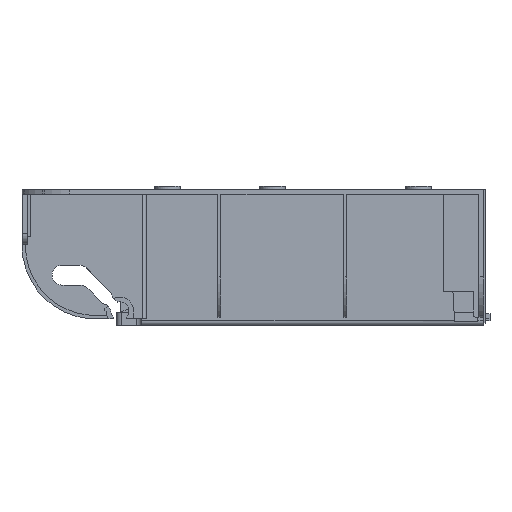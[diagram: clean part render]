
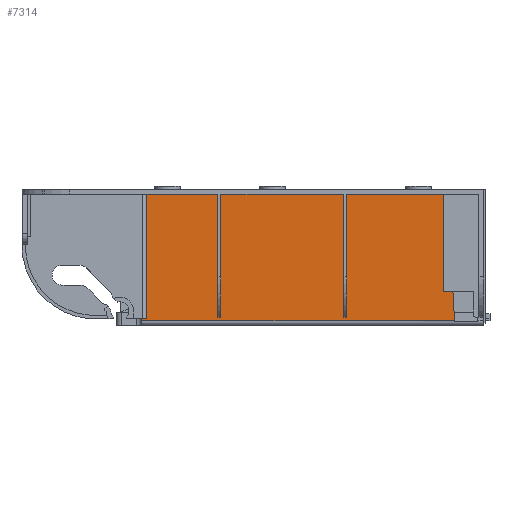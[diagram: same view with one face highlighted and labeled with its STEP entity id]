
A CAD part, left-side view. The second image highlights one B-rep face of the part: STEP entity #7314.
In plain terms, the highlighted planar face has unit normal (-1, 0, 0).
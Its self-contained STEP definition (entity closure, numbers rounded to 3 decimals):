
#691=FACE_OUTER_BOUND('',#1102,.T.);
#1102=EDGE_LOOP('',(#6042,#6043,#6044,#6045,#6046,#6047,#6048,#6049,#6050,
#6051,#6052,#6053,#6054,#6055,#6056,#6057,#6058));
#1678=LINE('',#11239,#2488);
#1725=LINE('',#11383,#2535);
#1732=LINE('',#11407,#2542);
#1892=LINE('',#11883,#2702);
#1899=LINE('',#11901,#2709);
#1900=LINE('',#11903,#2710);
#1901=LINE('',#11905,#2711);
#1902=LINE('',#11907,#2712);
#1903=LINE('',#11909,#2713);
#1904=LINE('',#11911,#2714);
#1905=LINE('',#11913,#2715);
#1906=LINE('',#11915,#2716);
#1907=LINE('',#11917,#2717);
#1908=LINE('',#11919,#2718);
#1909=LINE('',#11921,#2719);
#1910=LINE('',#11923,#2720);
#1911=LINE('',#11924,#2721);
#2488=VECTOR('',#8973,10.);
#2535=VECTOR('',#9136,10.);
#2542=VECTOR('',#9167,10.);
#2702=VECTOR('',#9617,10.);
#2709=VECTOR('',#9632,10.);
#2710=VECTOR('',#9633,10.);
#2711=VECTOR('',#9634,10.);
#2712=VECTOR('',#9635,10.);
#2713=VECTOR('',#9636,10.);
#2714=VECTOR('',#9637,10.);
#2715=VECTOR('',#9638,10.);
#2716=VECTOR('',#9639,10.);
#2717=VECTOR('',#9640,10.);
#2718=VECTOR('',#9641,10.);
#2719=VECTOR('',#9642,10.);
#2720=VECTOR('',#9643,10.);
#2721=VECTOR('',#9644,10.);
#3263=VERTEX_POINT('',#11236);
#3264=VERTEX_POINT('',#11238);
#3303=VERTEX_POINT('',#11381);
#3308=VERTEX_POINT('',#11406);
#3478=VERTEX_POINT('',#11880);
#3479=VERTEX_POINT('',#11882);
#3484=VERTEX_POINT('',#11902);
#3485=VERTEX_POINT('',#11904);
#3486=VERTEX_POINT('',#11906);
#3487=VERTEX_POINT('',#11908);
#3488=VERTEX_POINT('',#11910);
#3489=VERTEX_POINT('',#11912);
#3490=VERTEX_POINT('',#11914);
#3491=VERTEX_POINT('',#11916);
#3492=VERTEX_POINT('',#11918);
#3493=VERTEX_POINT('',#11920);
#3494=VERTEX_POINT('',#11922);
#4093=EDGE_CURVE('',#3264,#3263,#1678,.T.);
#4167=EDGE_CURVE('',#3263,#3303,#1725,.T.);
#4178=EDGE_CURVE('',#3308,#3264,#1732,.T.);
#4418=EDGE_CURVE('',#3478,#3479,#1892,.T.);
#4428=EDGE_CURVE('',#3479,#3303,#1899,.T.);
#4429=EDGE_CURVE('',#3478,#3484,#1900,.T.);
#4430=EDGE_CURVE('',#3484,#3485,#1901,.T.);
#4431=EDGE_CURVE('',#3486,#3485,#1902,.T.);
#4432=EDGE_CURVE('',#3486,#3487,#1903,.T.);
#4433=EDGE_CURVE('',#3487,#3488,#1904,.T.);
#4434=EDGE_CURVE('',#3488,#3489,#1905,.T.);
#4435=EDGE_CURVE('',#3489,#3490,#1906,.T.);
#4436=EDGE_CURVE('',#3490,#3491,#1907,.T.);
#4437=EDGE_CURVE('',#3491,#3492,#1908,.T.);
#4438=EDGE_CURVE('',#3492,#3493,#1909,.T.);
#4439=EDGE_CURVE('',#3493,#3494,#1910,.T.);
#4440=EDGE_CURVE('',#3494,#3308,#1911,.T.);
#6042=ORIENTED_EDGE('',*,*,#4167,.T.);
#6043=ORIENTED_EDGE('',*,*,#4428,.F.);
#6044=ORIENTED_EDGE('',*,*,#4418,.F.);
#6045=ORIENTED_EDGE('',*,*,#4429,.T.);
#6046=ORIENTED_EDGE('',*,*,#4430,.T.);
#6047=ORIENTED_EDGE('',*,*,#4431,.F.);
#6048=ORIENTED_EDGE('',*,*,#4432,.T.);
#6049=ORIENTED_EDGE('',*,*,#4433,.T.);
#6050=ORIENTED_EDGE('',*,*,#4434,.T.);
#6051=ORIENTED_EDGE('',*,*,#4435,.T.);
#6052=ORIENTED_EDGE('',*,*,#4436,.T.);
#6053=ORIENTED_EDGE('',*,*,#4437,.T.);
#6054=ORIENTED_EDGE('',*,*,#4438,.T.);
#6055=ORIENTED_EDGE('',*,*,#4439,.T.);
#6056=ORIENTED_EDGE('',*,*,#4440,.T.);
#6057=ORIENTED_EDGE('',*,*,#4178,.T.);
#6058=ORIENTED_EDGE('',*,*,#4093,.T.);
#6979=PLANE('',#7911);
#7314=ADVANCED_FACE('',(#691),#6979,.T.);
#7911=AXIS2_PLACEMENT_3D('',#11900,#9630,#9631);
#8973=DIRECTION('',(0.,0.,-1.));
#9136=DIRECTION('',(0.,1.,0.));
#9167=DIRECTION('',(0.,1.,0.));
#9617=DIRECTION('',(0.,1.,0.));
#9630=DIRECTION('center_axis',(-1.,0.,0.));
#9631=DIRECTION('ref_axis',(0.,-1.,0.));
#9632=DIRECTION('',(0.,0.,1.));
#9633=DIRECTION('',(0.,0.053,0.999));
#9634=DIRECTION('',(0.,0.,-1.));
#9635=DIRECTION('',(0.,-1.,0.));
#9636=DIRECTION('',(0.,0.,1.));
#9637=DIRECTION('',(0.,1.,0.));
#9638=DIRECTION('',(0.,0.,-1.));
#9639=DIRECTION('',(0.,1.,0.));
#9640=DIRECTION('',(0.,0.,1.));
#9641=DIRECTION('',(0.,1.,0.));
#9642=DIRECTION('',(0.,0.,-1.));
#9643=DIRECTION('',(0.,1.,0.));
#9644=DIRECTION('',(0.,0.,1.));
#11236=CARTESIAN_POINT('',(-183.5,91.75,4.318));
#11238=CARTESIAN_POINT('',(-183.5,91.75,78.15));
#11239=CARTESIAN_POINT('',(-183.5,91.75,39.075));
#11381=CARTESIAN_POINT('',(-183.5,94.5,4.318));
#11383=CARTESIAN_POINT('',(-183.5,94.5,4.318));
#11406=CARTESIAN_POINT('',(-183.5,49.2,78.15));
#11407=CARTESIAN_POINT('',(-183.5,94.5,78.15));
#11880=CARTESIAN_POINT('',(-183.5,-91.178,3.));
#11882=CARTESIAN_POINT('',(-183.5,94.5,3.));
#11883=CARTESIAN_POINT('',(-183.5,47.25,3.));
#11900=CARTESIAN_POINT('Origin',(-183.5,94.5,0.));
#11901=CARTESIAN_POINT('',(-183.5,94.5,0.));
#11902=CARTESIAN_POINT('',(-183.5,-87.166,78.15));
#11903=CARTESIAN_POINT('',(-183.5,-88.914,45.397));
#11904=CARTESIAN_POINT('',(-183.5,-87.166,20.25));
#11905=CARTESIAN_POINT('',(-183.5,-87.166,39.075));
#11906=CARTESIAN_POINT('',(-183.5,-84.416,20.25));
#11907=CARTESIAN_POINT('',(-183.5,-102.232,20.25));
#11908=CARTESIAN_POINT('',(-183.5,-84.416,78.15));
#11909=CARTESIAN_POINT('',(-183.5,-84.416,39.075));
#11910=CARTESIAN_POINT('',(-183.5,-27.1,78.15));
#11911=CARTESIAN_POINT('',(-183.5,94.5,78.15));
#11912=CARTESIAN_POINT('',(-183.5,-27.1,5.));
#11913=CARTESIAN_POINT('',(-183.5,-27.1,20.788));
#11914=CARTESIAN_POINT('',(-183.5,-25.4,5.));
#11915=CARTESIAN_POINT('',(-183.5,33.7,5.));
#11916=CARTESIAN_POINT('',(-183.5,-25.4,78.15));
#11917=CARTESIAN_POINT('',(-183.5,-25.4,20.788));
#11918=CARTESIAN_POINT('',(-183.5,47.5,78.15));
#11919=CARTESIAN_POINT('',(-183.5,94.5,78.15));
#11920=CARTESIAN_POINT('',(-183.5,47.5,5.));
#11921=CARTESIAN_POINT('',(-183.5,47.5,20.788));
#11922=CARTESIAN_POINT('',(-183.5,49.2,5.));
#11923=CARTESIAN_POINT('',(-183.5,71.,5.));
#11924=CARTESIAN_POINT('',(-183.5,49.2,20.788));
